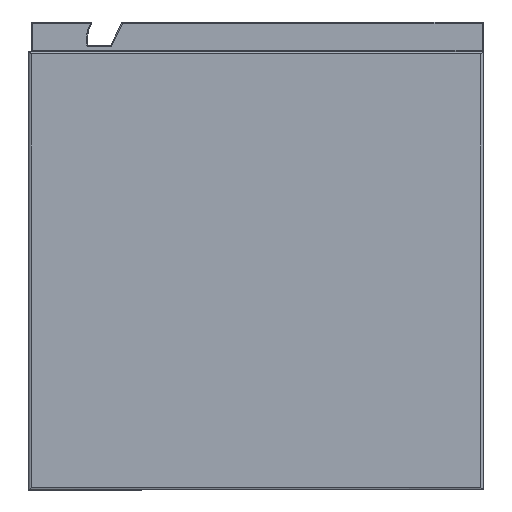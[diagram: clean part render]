
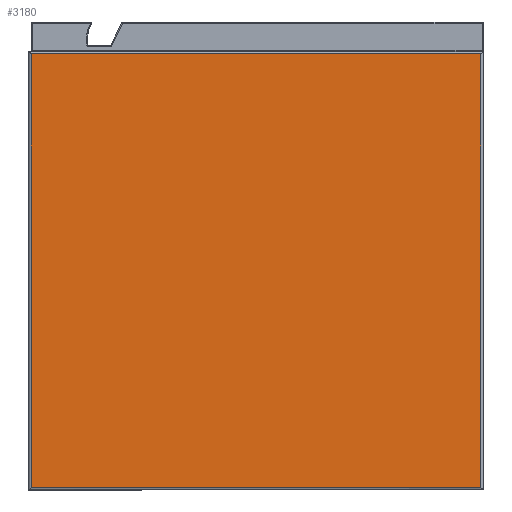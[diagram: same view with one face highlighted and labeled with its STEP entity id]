
A CAD part, left-side view. The second image highlights one B-rep face of the part: STEP entity #3180.
In plain terms, the highlighted planar face has unit normal (-1, 0, 0).
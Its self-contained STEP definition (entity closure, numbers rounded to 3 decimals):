
#16 = ORIENTED_EDGE ( 'NONE', *, *, #1899, .T. ) ;
#38 = FACE_OUTER_BOUND ( 'NONE', #2076, .T. ) ;
#139 = ORIENTED_EDGE ( 'NONE', *, *, #720, .T. ) ;
#245 = DIRECTION ( 'NONE',  ( 0., 0., -1. ) ) ;
#466 = DIRECTION ( 'NONE',  ( 0., 0., 1. ) ) ;
#478 = CARTESIAN_POINT ( 'NONE',  ( -284., 400., 191. ) ) ;
#544 = CARTESIAN_POINT ( 'NONE',  ( -284., 400., 193. ) ) ;
#720 = EDGE_CURVE ( 'NONE', #1225, #2142, #1689, .T. ) ;
#874 = CARTESIAN_POINT ( 'NONE',  ( -284., 398., -191. ) ) ;
#875 = CARTESIAN_POINT ( 'NONE',  ( -284., 400., -191. ) ) ;
#1019 = VERTEX_POINT ( 'NONE', #874 ) ;
#1189 = CARTESIAN_POINT ( 'NONE',  ( -284., 2., 193. ) ) ;
#1225 = VERTEX_POINT ( 'NONE', #1988 ) ;
#1270 = EDGE_CURVE ( 'NONE', #1677, #1019, #2587, .T. ) ;
#1515 = VECTOR ( 'NONE', #245, 1000. ) ;
#1566 = DIRECTION ( 'NONE',  ( -1., 0., 0. ) ) ;
#1600 = ORIENTED_EDGE ( 'NONE', *, *, #1270, .T. ) ;
#1677 = VERTEX_POINT ( 'NONE', #3002 ) ;
#1689 = LINE ( 'NONE', #1189, #2535 ) ;
#1899 = EDGE_CURVE ( 'NONE', #1019, #1225, #3157, .T. ) ;
#1904 = ORIENTED_EDGE ( 'NONE', *, *, #2139, .T. ) ;
#1934 = VECTOR ( 'NONE', #2014, 1000. ) ;
#1988 = CARTESIAN_POINT ( 'NONE',  ( -284., 2., -191. ) ) ;
#2014 = DIRECTION ( 'NONE',  ( 0., 1., 0. ) ) ;
#2032 = CARTESIAN_POINT ( 'NONE',  ( -284., 398., 193. ) ) ;
#2076 = EDGE_LOOP ( 'NONE', ( #1600, #16, #139, #1904 ) ) ;
#2139 = EDGE_CURVE ( 'NONE', #2142, #1677, #2777, .T. ) ;
#2142 = VERTEX_POINT ( 'NONE', #2309 ) ;
#2192 = DIRECTION ( 'NONE',  ( 0., -1., 0. ) ) ;
#2309 = CARTESIAN_POINT ( 'NONE',  ( -284., 2., 191. ) ) ;
#2420 = VECTOR ( 'NONE', #2192, 1000. ) ;
#2535 = VECTOR ( 'NONE', #466, 1000. ) ;
#2585 = DIRECTION ( 'NONE',  ( 0., 0., 1. ) ) ;
#2587 = LINE ( 'NONE', #2032, #1515 ) ;
#2777 = LINE ( 'NONE', #478, #1934 ) ;
#2795 = AXIS2_PLACEMENT_3D ( 'NONE', #544, #1566, #2585 ) ;
#2825 = PLANE ( 'NONE',  #2795 ) ;
#3002 = CARTESIAN_POINT ( 'NONE',  ( -284., 398., 191. ) ) ;
#3157 = LINE ( 'NONE', #875, #2420 ) ;
#3180 = ADVANCED_FACE ( 'NONE', ( #38 ), #2825, .T. ) ;
